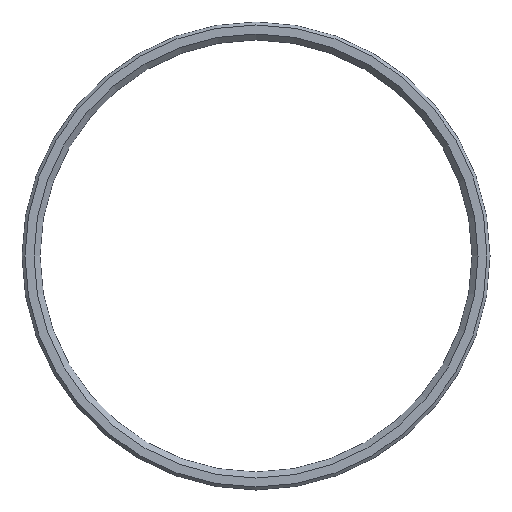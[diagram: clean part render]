
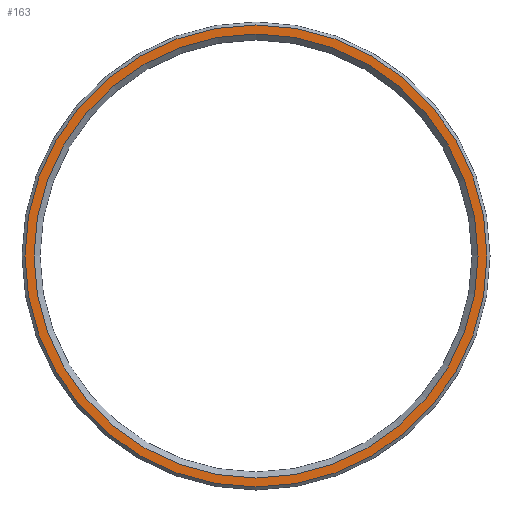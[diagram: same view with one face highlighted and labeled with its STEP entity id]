
A CAD part, front view. The second image highlights one B-rep face of the part: STEP entity #163.
In plain terms, the highlighted planar face has unit normal (0, -1, 0).
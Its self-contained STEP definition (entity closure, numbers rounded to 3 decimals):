
#15=FACE_BOUND('',#34,.T.);
#17=PLANE('',#191);
#24=FACE_OUTER_BOUND('',#33,.T.);
#33=EDGE_LOOP('',(#122));
#34=EDGE_LOOP('',(#123,#124));
#56=CIRCLE('',#185,38.5);
#61=CIRCLE('',#192,37.);
#62=CIRCLE('',#193,37.);
#72=VERTEX_POINT('',#270);
#77=VERTEX_POINT('',#284);
#78=VERTEX_POINT('',#285);
#88=EDGE_CURVE('',#72,#72,#56,.T.);
#95=EDGE_CURVE('',#77,#78,#61,.T.);
#96=EDGE_CURVE('',#78,#77,#62,.T.);
#122=ORIENTED_EDGE('',*,*,#88,.F.);
#123=ORIENTED_EDGE('',*,*,#95,.F.);
#124=ORIENTED_EDGE('',*,*,#96,.F.);
#163=ADVANCED_FACE('',(#24,#15),#17,.T.);
#185=AXIS2_PLACEMENT_3D('',#271,#213,#214);
#191=AXIS2_PLACEMENT_3D('',#283,#227,#228);
#192=AXIS2_PLACEMENT_3D('',#286,#229,#230);
#193=AXIS2_PLACEMENT_3D('',#287,#231,#232);
#213=DIRECTION('center_axis',(0.,1.,0.));
#214=DIRECTION('ref_axis',(-1.,0.,0.));
#227=DIRECTION('center_axis',(0.,-1.,0.));
#228=DIRECTION('ref_axis',(0.,0.,-1.));
#229=DIRECTION('center_axis',(0.,-1.,0.));
#230=DIRECTION('ref_axis',(1.,0.,0.));
#231=DIRECTION('center_axis',(0.,-1.,0.));
#232=DIRECTION('ref_axis',(1.,0.,0.));
#270=CARTESIAN_POINT('',(38.5,0.,0.));
#271=CARTESIAN_POINT('Origin',(0.,0.,0.));
#283=CARTESIAN_POINT('Origin',(37.,0.,0.));
#284=CARTESIAN_POINT('',(37.,0.,0.));
#285=CARTESIAN_POINT('',(-37.,0.,0.));
#286=CARTESIAN_POINT('Origin',(0.,0.,0.));
#287=CARTESIAN_POINT('Origin',(0.,0.,0.));
